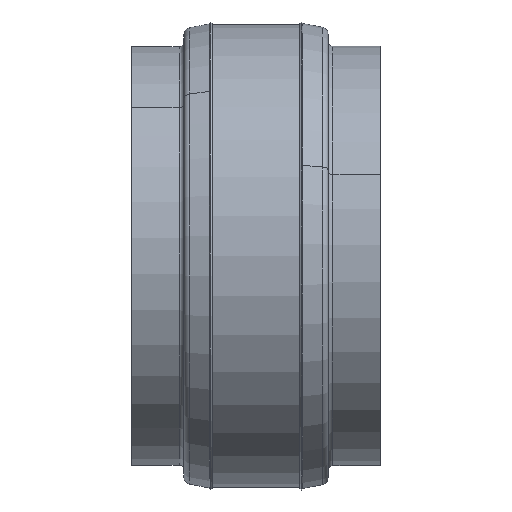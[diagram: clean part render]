
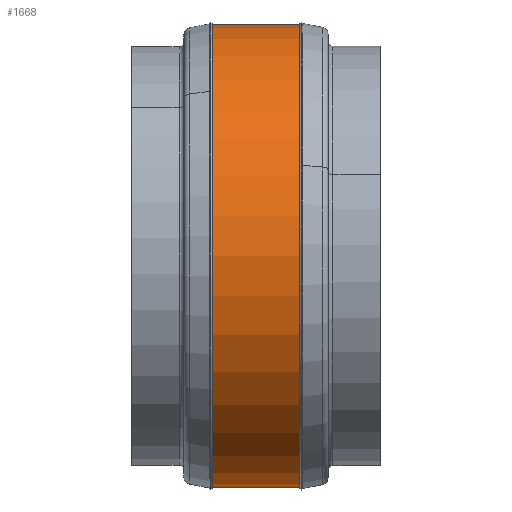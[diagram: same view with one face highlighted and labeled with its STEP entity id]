
A CAD part, left-side view. The second image highlights one B-rep face of the part: STEP entity #1668.
In plain terms, the highlighted cylindrical face has radius 109.537 mm (diameter 219.075 mm), a partial arc.
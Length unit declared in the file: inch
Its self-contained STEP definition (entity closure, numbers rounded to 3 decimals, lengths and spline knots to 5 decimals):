
#187 = DIRECTION ( 'NONE',  ( 0., 1., 0. ) ) ;
#197 = FACE_OUTER_BOUND ( 'NONE', #1189, .T. ) ;
#198 = CARTESIAN_POINT ( 'NONE',  ( -0.0211, 2.07408, 0.06558 ) ) ;
#200 = CYLINDRICAL_SURFACE ( 'NONE', #1105, 4.3125 ) ;
#201 = DIRECTION ( 'NONE',  ( 0., 0., 1. ) ) ;
#262 = LINE ( 'NONE', #263, #1090 ) ;
#263 = CARTESIAN_POINT ( 'NONE',  ( -0.0211, 2.07408, -4.24692 ) ) ;
#264 = DIRECTION ( 'NONE',  ( 0., 1., 0. ) ) ;
#267 = LINE ( 'NONE', #268, #1054 ) ;
#268 = CARTESIAN_POINT ( 'NONE',  ( -0.0211, 2.07408, 4.37808 ) ) ;
#276 = DIRECTION ( 'NONE',  ( 0., 1., 0. ) ) ;
#706 = CARTESIAN_POINT ( 'NONE',  ( -0.0211, 0.77441, -4.24692 ) ) ;
#716 = CARTESIAN_POINT ( 'NONE',  ( -0.0211, -0.86339, 4.37808 ) ) ;
#736 = CARTESIAN_POINT ( 'NONE',  ( -0.0211, 0.77441, 4.37808 ) ) ;
#747 = CARTESIAN_POINT ( 'NONE',  ( -0.0211, -0.86339, -4.24692 ) ) ;
#780 = CARTESIAN_POINT ( 'NONE',  ( -0.0211, 0.77441, 0.06558 ) ) ;
#781 = DIRECTION ( 'NONE',  ( 0., 1., 0. ) ) ;
#782 = DIRECTION ( 'NONE',  ( 0., 0., 1. ) ) ;
#783 = CARTESIAN_POINT ( 'NONE',  ( -0.0211, -0.86339, 0.06558 ) ) ;
#784 = DIRECTION ( 'NONE',  ( 0., 1., 0. ) ) ;
#785 = DIRECTION ( 'NONE',  ( 0., 0., 1. ) ) ;
#1054 = VECTOR ( 'NONE', #276, 39.37008 ) ;
#1090 = VECTOR ( 'NONE', #264, 39.37008 ) ;
#1105 = AXIS2_PLACEMENT_3D ( 'NONE', #198, #187, #201 ) ;
#1141 = VERTEX_POINT ( 'NONE', #706 ) ;
#1146 = VERTEX_POINT ( 'NONE', #716 ) ;
#1189 = EDGE_LOOP ( 'NONE', ( #1368, #1367, #1366, #1365 ) ) ;
#1272 = VERTEX_POINT ( 'NONE', #736 ) ;
#1289 = VERTEX_POINT ( 'NONE', #747 ) ;
#1365 = ORIENTED_EDGE ( 'NONE', *, *, #1486, .F. ) ;
#1366 = ORIENTED_EDGE ( 'NONE', *, *, #1686, .T. ) ;
#1367 = ORIENTED_EDGE ( 'NONE', *, *, #1488, .T. ) ;
#1368 = ORIENTED_EDGE ( 'NONE', *, *, #1682, .F. ) ;
#1425 = AXIS2_PLACEMENT_3D ( 'NONE', #780, #781, #782 ) ;
#1434 = CIRCLE ( 'NONE', #1425, 4.3125 ) ;
#1438 = CIRCLE ( 'NONE', #1607, 4.3125 ) ;
#1486 = EDGE_CURVE ( 'NONE', #1141, #1272, #1434, .T. ) ;
#1488 = EDGE_CURVE ( 'NONE', #1289, #1146, #1438, .T. ) ;
#1607 = AXIS2_PLACEMENT_3D ( 'NONE', #783, #784, #785 ) ;
#1668 = ADVANCED_FACE ( 'NONE', ( #197 ), #200, .T. ) ;
#1682 = EDGE_CURVE ( 'NONE', #1289, #1141, #262, .T. ) ;
#1686 = EDGE_CURVE ( 'NONE', #1146, #1272, #267, .T. ) ;
